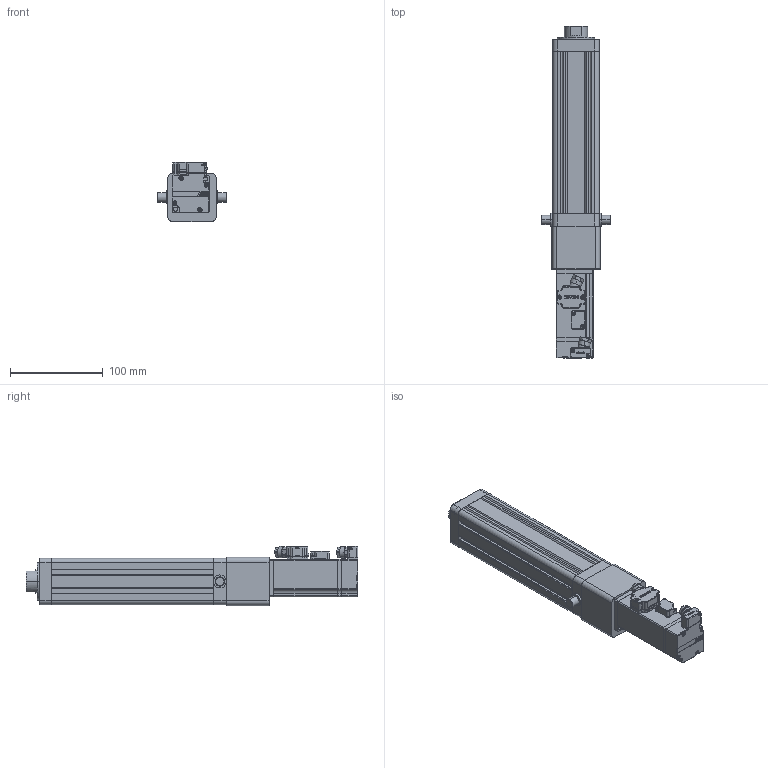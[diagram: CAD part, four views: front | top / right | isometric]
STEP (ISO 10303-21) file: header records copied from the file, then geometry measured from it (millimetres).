
FILE_DESCRIPTION (( 'STEP AP203' ), '1' );
FILE_NAME ('RLA50-2HZ-0.85KN-L105-100mm-s.STEP', '2025-01-18T05:43:42', ( '微软用户' ), ( '微软中国' ), 'SwSTEP 2.0', 'SolidWorks 2022', '' );
FILE_SCHEMA (( 'CONFIG_CONTROL_DESIGN' ));
Length unit declared in the file: millimetre
Products named in the file (47): 31090518_ASM_1_ASM.stp; 31160257-1_1_ASM_3_ASM_1_ASM_1__ASM.stp; _1-SO-357290001_1_1_1_1_1.stp; 444444_1.stp; 21E8-005-1072-P4_1_1_1.stp; PING_JIAN_1.stp; 31100213_ASM_1_ASM.stp; 31090646_ASM_1_ASM.stp; ZUHELUODING_ASM_1_ASM.stp; 0000470667_ASM_1_ASM.stp; 31150200-1_1_3_1_1_1.stp; _1-SO-357290001_1_1_1_1_2_1.stp; 123456_ASM_1_ASM.stp; 0000470684_1.stp; 31160256-1_1_ASM_3_ASM_1_ASM_1__ASM.stp; 31150201-1_1_3_1_1_1.stp; 31100217_1.stp; MS1H1-05B30CB-(x)332Z.stp; _1-SO-391180001_1_1_1_1_2_1.stp; 0000470682_1.stp; 31070508_1.stp; 22060240_3_1_1.stp; 0000470683_1.stp; 31090644_ASM_3_ASM_1_ASM_1_ASM__ASM.stp; 50W-3000带刹车; 50缸行程105直连; 22060797_1.stp; 21E8-005-1073-P4_1_1_1.stp; 31150202-1_1_3_1_AF0_1_AF0_1.stp; _1-SO-523890001_1_1_1_1_1.stp; 22050011_1.stp; 123456_ASM_1_ASM_1_ASM.stp; 31090518_ASM_3_ASM_1_ASM_1_AF0__ASM.stp; 15110322_1.stp; _1-SO-523890001_1_1_1_1_2_1.stp; 31100213_3_3_1_1_1.stp; RLA50-2HZ-0.85KN-L105-100mm-s; _1-SO-391180001_1_1_1_1_1.stp; 05-01-1598_1_2_1_1.stp; 333333_1.stp ...
Assembly tree (48 placements, depth 9):
  RLA50-2HZ-0.85KN-L105-100mm-s
    50缸行程105直连
    50W-3000带刹车
      MS1H1-05B30CB-(x)332Z.stp
        123456_ASM_1_ASM.stp
          31090646_ASM_1_ASM.stp
            31090646_1_ASM_3_ASM_1_ASM_1_AS_ASM.stp
              31160257-1_1_ASM_3_ASM_1_ASM_1__ASM.stp
                31150200-1_1_3_1_1_1.stp
          31090518_ASM_1_ASM.stp
            31090518_ASM_3_ASM_1_ASM_1_AF0__ASM.stp
              31160261-1_ASM_3_ASM_1_AF0_ASM__ASM.stp
                31230079-1_ASM_3_ASM_1_AF0_ASM__ASM.stp
                  31150202-1_1_3_1_AF0_1_AF0_1.stp
          31090644_ASM_1_ASM.stp
            31090644_ASM_3_ASM_1_ASM_1_ASM__ASM.stp
              31160256-1_1_ASM_3_ASM_1_ASM_1__ASM.stp
                31150201-1_1_3_1_1_1.stp
          31100213_ASM_1_ASM.stp
            31100213_1_ASM_3_ASM_1_ASM_1_AS_ASM.stp
              31100213_3_3_1_1_1.stp
          ZUHELUODING_ASM_1_ASM.stp
            123456_ASM_1_ASM_1_ASM.stp
              _1-SO-357290001_1_1_1_1_1.stp
              _1-SO-391180001_1_1_1_1_1.stp
              _1-SO-523890001_1_1_1_1_1.stp
          0000470667_ASM_1_ASM.stp
            123456_ASM_1_1_ASM_1_ASM.stp
              _1-SO-357290001_1_1_1_1_2_1.stp
              _1-SO-391180001_1_1_1_1_2_1.stp
              _1-SO-523890001_1_1_1_1_2_1.stp
          31070508_1.stp
          PING_JIAN_1.stp
          22050011_1.stp
          0000470648_1.stp
          15110322_1.stp
          31100217_1.stp
          22060240_3_1_1.stp  x2
          21E8-005-1072-P4_1_1_1.stp
          21E8-005-1073-P4_1_1_1.stp
          05-01-1598_1_2_1_1.stp  x2
          333333_1.stp
          444444_1.stp
          22060797_1.stp
          0000470682_1.stp
          0000470683_1.stp
          0000470684_1.stp
Bounding box: 75 x 357.9 x 63.84 mm (x, y, z)
Volume: 523660.8 mm3; surface area: 147669.8 mm2
Topology: 25 solids, 38 shells, 2225 faces, 5895 edges, 3828 vertices
Faces by surface type: plane 1276, cylinder 696, torus 100, bspline 74, cone 61, sphere 18
Entity records: 78616 total; most frequent: CARTESIAN_POINT 19535, ORIENTED_EDGE 11406, DIRECTION 11175, EDGE_CURVE 5713, AXIS2_PLACEMENT_3D 3773, VERTEX_POINT 3720, VECTOR 3629, LINE 3629
